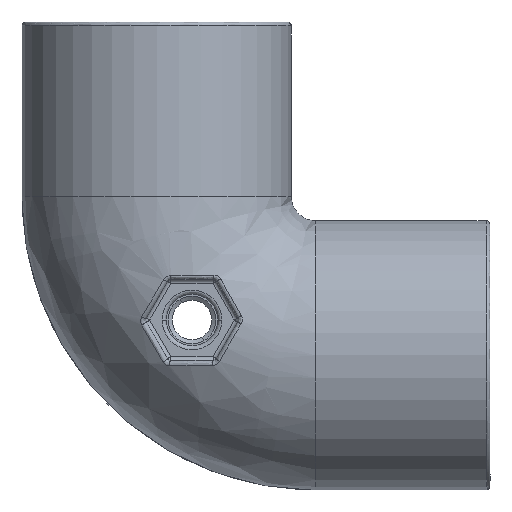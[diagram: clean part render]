
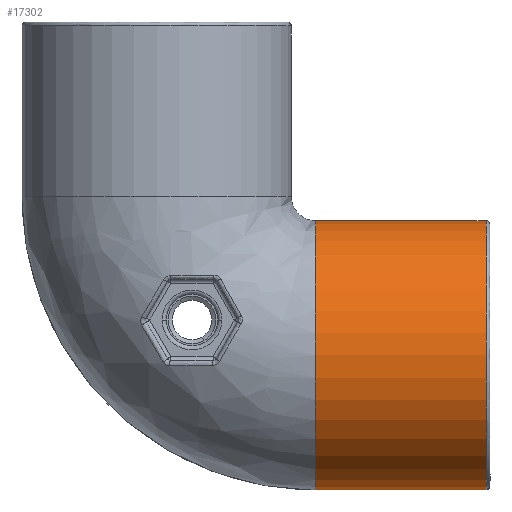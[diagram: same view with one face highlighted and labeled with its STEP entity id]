
A CAD part, left-side view. The second image highlights one B-rep face of the part: STEP entity #17302.
In plain terms, the highlighted cylindrical face has radius 17 mm (diameter 34 mm), a partial arc.
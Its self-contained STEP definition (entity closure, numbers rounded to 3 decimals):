
#775 = DIRECTION ( 'NONE',  ( 1., 0., 0. ) ) ;
#825 = VECTOR ( 'NONE', #21516, 1000. ) ;
#976 = DIRECTION ( 'NONE',  ( 0., 0., 1. ) ) ;
#1054 = CARTESIAN_POINT ( 'NONE',  ( 20., 0., 0. ) ) ;
#2505 = LINE ( 'NONE', #21494, #825 ) ;
#3592 = EDGE_CURVE ( 'NONE', #12743, #28217, #2505, .T. ) ;
#6355 = CARTESIAN_POINT ( 'NONE',  ( 3.031, -1.03, 21.5 ) ) ;
#7530 = DIRECTION ( 'NONE',  ( 0., 0., -1. ) ) ;
#8715 = CIRCLE ( 'NONE', #27132, 17. ) ;
#9980 = EDGE_LOOP ( 'NONE', ( #29953, #10020, #25310, #18712 ) ) ;
#10020 = ORIENTED_EDGE ( 'NONE', *, *, #29796, .F. ) ;
#10091 = DIRECTION ( 'NONE',  ( 0., 0., -1. ) ) ;
#10093 = CARTESIAN_POINT ( 'NONE',  ( 3.031, -1.03, 0. ) ) ;
#11289 = VERTEX_POINT ( 'NONE', #6355 ) ;
#11914 = CARTESIAN_POINT ( 'NONE',  ( 3.031, -1.03, 0. ) ) ;
#12743 = VERTEX_POINT ( 'NONE', #29122 ) ;
#17302 = ADVANCED_FACE ( 'NONE', ( #23546 ), #24479, .T. ) ;
#17781 = AXIS2_PLACEMENT_3D ( 'NONE', #1054, #976, #775 ) ;
#18712 = ORIENTED_EDGE ( 'NONE', *, *, #29238, .T. ) ;
#21494 = CARTESIAN_POINT ( 'NONE',  ( 36.969, -1.03, 0. ) ) ;
#21516 = DIRECTION ( 'NONE',  ( 0., 0., 1. ) ) ;
#21806 = VECTOR ( 'NONE', #26483, 1000. ) ;
#21975 = CARTESIAN_POINT ( 'NONE',  ( 20., 0., 21.5 ) ) ;
#23006 = LINE ( 'NONE', #10093, #21806 ) ;
#23037 = CIRCLE ( 'NONE', #26914, 17. ) ;
#23546 = FACE_OUTER_BOUND ( 'NONE', #9980, .T. ) ;
#24219 = CARTESIAN_POINT ( 'NONE',  ( 20., 0., 0. ) ) ;
#24221 = DIRECTION ( 'NONE',  ( 1., 0., 0. ) ) ;
#24234 = VERTEX_POINT ( 'NONE', #11914 ) ;
#24479 = CYLINDRICAL_SURFACE ( 'NONE', #17781, 17. ) ;
#25310 = ORIENTED_EDGE ( 'NONE', *, *, #3592, .T. ) ;
#26482 = DIRECTION ( 'NONE',  ( 1., 0., 0. ) ) ;
#26483 = DIRECTION ( 'NONE',  ( 0., 0., -1. ) ) ;
#26914 = AXIS2_PLACEMENT_3D ( 'NONE', #21975, #7530, #24221 ) ;
#27132 = AXIS2_PLACEMENT_3D ( 'NONE', #24219, #10091, #26482 ) ;
#28217 = VERTEX_POINT ( 'NONE', #31049 ) ;
#29122 = CARTESIAN_POINT ( 'NONE',  ( 36.969, -1.03, 0. ) ) ;
#29238 = EDGE_CURVE ( 'NONE', #28217, #11289, #23037, .T. ) ;
#29243 = EDGE_CURVE ( 'NONE', #11289, #24234, #23006, .T. ) ;
#29796 = EDGE_CURVE ( 'NONE', #12743, #24234, #8715, .T. ) ;
#29953 = ORIENTED_EDGE ( 'NONE', *, *, #29243, .T. ) ;
#31049 = CARTESIAN_POINT ( 'NONE',  ( 36.969, -1.03, 21.5 ) ) ;
